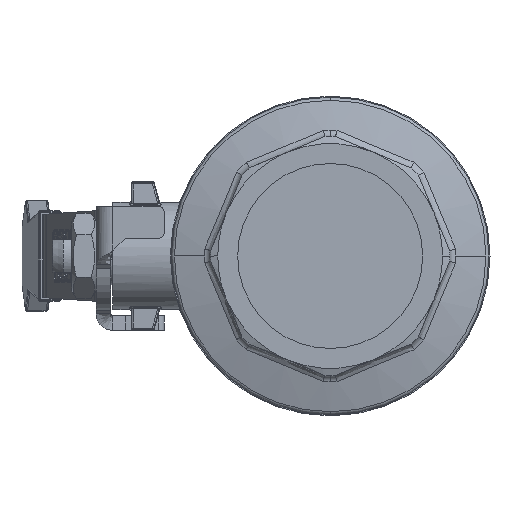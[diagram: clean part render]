
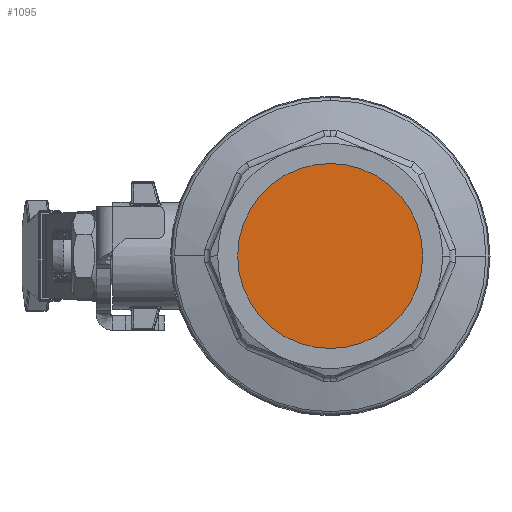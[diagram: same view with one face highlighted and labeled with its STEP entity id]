
A CAD part, left-side view. The second image highlights one B-rep face of the part: STEP entity #1095.
In plain terms, the highlighted planar face has unit normal (-1, 0, 0).
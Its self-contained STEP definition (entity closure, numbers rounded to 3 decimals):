
#1095=ADVANCED_FACE('',(#2983),#2984,.F.);
#2983=FACE_OUTER_BOUND('',#5722,.T.);
#2984=PLANE('',#5723);
#5722=EDGE_LOOP('',(#12620,#12621));
#5723=AXIS2_PLACEMENT_3D('',#12622,#12623,#12624);
#12620=ORIENTED_EDGE('',*,*,#19715,.F.);
#12621=ORIENTED_EDGE('',*,*,#19729,.F.);
#12622=CARTESIAN_POINT('',(-31.5,0.0,0.));
#12623=DIRECTION('',(1.0,0.0,0.));
#12624=DIRECTION('',(0.,0.0,-1.0));
#19715=EDGE_CURVE('',#23290,#23293,#23294,.T.);
#19729=EDGE_CURVE('',#23293,#23290,#23313,.T.);
#23290=VERTEX_POINT('',#28499);
#23293=VERTEX_POINT('',#28503);
#23294=CIRCLE('',#28504,22.423);
#23313=CIRCLE('',#28526,22.423);
#28499=CARTESIAN_POINT('',(-31.5,22.423,0.));
#28503=CARTESIAN_POINT('',(-31.5,-22.423,0.));
#28504=AXIS2_PLACEMENT_3D('',#38749,#38750,#38751);
#28526=AXIS2_PLACEMENT_3D('',#38773,#38774,#38775);
#38749=CARTESIAN_POINT('',(-31.5,0.0,0.));
#38750=DIRECTION('',(1.0,0.0,0.));
#38751=DIRECTION('',(0.,0.0,-1.0));
#38773=CARTESIAN_POINT('',(-31.5,0.0,0.));
#38774=DIRECTION('',(1.0,0.0,0.));
#38775=DIRECTION('',(0.,0.0,-1.0));
